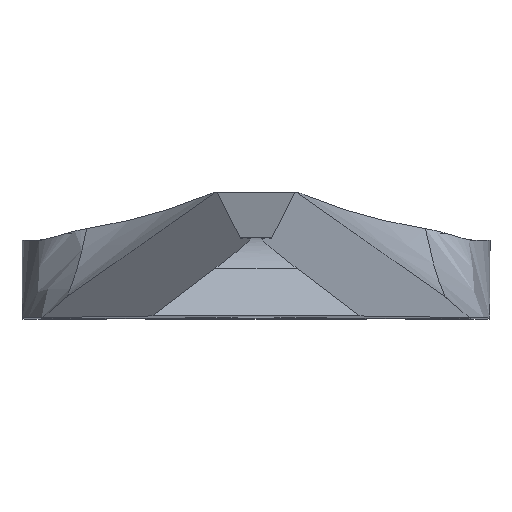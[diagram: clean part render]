
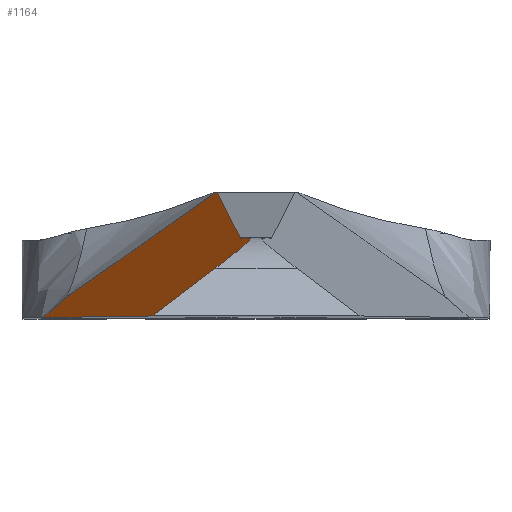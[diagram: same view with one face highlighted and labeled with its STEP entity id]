
A CAD part, top view. The second image highlights one B-rep face of the part: STEP entity #1164.
In plain terms, the highlighted planar face has unit normal (-0.57, 0.819, 0.066).
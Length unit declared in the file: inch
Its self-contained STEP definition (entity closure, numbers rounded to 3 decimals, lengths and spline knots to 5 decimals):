
#51 = CARTESIAN_POINT ( 'NONE',  ( -0.46578, 0.04059, 0.11631 ) ) ;
#132 = CARTESIAN_POINT ( 'NONE',  ( -0.0062, 0.1875, 2.27614 ) ) ;
#147 =( BOUNDED_CURVE ( )  B_SPLINE_CURVE ( 3, ( #2055, #273, #2399, #627 ),
 .UNSPECIFIED., .F., .T. ) 
 B_SPLINE_CURVE_WITH_KNOTS ( ( 4, 4 ),
 ( 0.0199, 0.07983 ),
 .UNSPECIFIED. ) 
 CURVE ( )  GEOMETRIC_REPRESENTATION_ITEM ( )  RATIONAL_B_SPLINE_CURVE ( ( 1., 1., 1., 1. ) ) 
 REPRESENTATION_ITEM ( '' )  );
#151 = DIRECTION ( 'NONE',  ( 0.029, -0.06, 0.998 ) ) ;
#166 = ORIENTED_EDGE ( 'NONE', *, *, #699, .T. ) ;
#191 = VERTEX_POINT ( 'NONE', #1621 ) ;
#192 = CARTESIAN_POINT ( 'NONE',  ( -0.03738, 0.1875, 2.005 ) ) ;
#228 =( BOUNDED_CURVE ( )  B_SPLINE_CURVE ( 3, ( #801, #192, #2174, #1001 ),
 .UNSPECIFIED., .F., .F. ) 
 B_SPLINE_CURVE_WITH_KNOTS ( ( 4, 4 ),
 ( 6.20336, 6.26329 ),
 .UNSPECIFIED. ) 
 CURVE ( )  GEOMETRIC_REPRESENTATION_ITEM ( )  RATIONAL_B_SPLINE_CURVE ( ( 1., 1., 1., 1. ) ) 
 REPRESENTATION_ITEM ( '' )  );
#270 = VERTEX_POINT ( 'NONE', #904 ) ;
#273 = CARTESIAN_POINT ( 'NONE',  ( -0.09179, 0.29985, 0.12749 ) ) ;
#283 = B_SPLINE_CURVE_WITH_KNOTS ( 'NONE', 3,
 ( #495, #51, #1447, #1052, #2230, #1866 ),
 .UNSPECIFIED., .F., .F.,
 ( 4, 2, 4 ),
 ( -0.00002, 0.0018, 0.00362 ),
 .UNSPECIFIED. ) ;
#338 = LINE ( 'NONE', #1887, #830 ) ;
#371 = CARTESIAN_POINT ( 'NONE',  ( -0.53048, 0., 0.06101 ) ) ;
#406 = EDGE_CURVE ( 'NONE', #634, #771, #1499, .T. ) ;
#441 = CARTESIAN_POINT ( 'NONE',  ( -0.09886, 0.11428, 2.38572 ) ) ;
#460 = DIRECTION ( 'NONE',  ( 0.114, 0., 0.993 ) ) ;
#485 = EDGE_CURVE ( 'NONE', #785, #270, #2479, .T. ) ;
#495 = CARTESIAN_POINT ( 'NONE',  ( -0.45496, 0.04966, 0.09698 ) ) ;
#553 = CARTESIAN_POINT ( 'NONE',  ( -0.25, 0., 2.5 ) ) ;
#559 = PLANE ( 'NONE',  #1679 ) ;
#591 = LINE ( 'NONE', #371, #816 ) ;
#595 = VECTOR ( 'NONE', #2436, 39.37008 ) ;
#602 = VECTOR ( 'NONE', #2328, 39.37008 ) ;
#612 = ORIENTED_EDGE ( 'NONE', *, *, #2530, .T. ) ;
#627 = CARTESIAN_POINT ( 'NONE',  ( -0.09272, 0.3, 0.11751 ) ) ;
#634 = VERTEX_POINT ( 'NONE', #787 ) ;
#647 = DIRECTION ( 'NONE',  ( 0.114, 0., 0.993 ) ) ;
#656 = EDGE_CURVE ( 'NONE', #1372, #1448, #591, .T. ) ;
#660 = CARTESIAN_POINT ( 'NONE',  ( -0.03623, 0.1875, 2.01499 ) ) ;
#668 = ORIENTED_EDGE ( 'NONE', *, *, #485, .F. ) ;
#681 =( BOUNDED_CURVE ( )  B_SPLINE_CURVE ( 3, ( #2069, #1719, #132, #2507 ),
 .UNSPECIFIED., .F., .T. ) 
 B_SPLINE_CURVE_WITH_KNOTS ( ( 4, 4 ),
 ( 5.57761, 6.36301 ),
 .UNSPECIFIED. ) 
 CURVE ( )  GEOMETRIC_REPRESENTATION_ITEM ( )  RATIONAL_B_SPLINE_CURVE ( ( 1., 0.949, 0.949, 1. ) ) 
 REPRESENTATION_ITEM ( '' )  );
#699 = EDGE_CURVE ( 'NONE', #785, #191, #228, .T. ) ;
#771 = VERTEX_POINT ( 'NONE', #1063 ) ;
#775 = CARTESIAN_POINT ( 'NONE',  ( -0.26446, 0.1875, 0.03041 ) ) ;
#785 = VERTEX_POINT ( 'NONE', #660 ) ;
#787 = CARTESIAN_POINT ( 'NONE',  ( -0.09978, 0.3, 0.05614 ) ) ;
#795 = FACE_OUTER_BOUND ( 'NONE', #2213, .T. ) ;
#801 = CARTESIAN_POINT ( 'NONE',  ( -0.03623, 0.1875, 2.01499 ) ) ;
#812 = EDGE_CURVE ( 'NONE', #771, #1372, #283, .T. ) ;
#816 = VECTOR ( 'NONE', #647, 39.37008 ) ;
#830 = VECTOR ( 'NONE', #151, 39.37008 ) ;
#847 = CARTESIAN_POINT ( 'NONE',  ( -0.09978, 0.3, 0.05614 ) ) ;
#848 = CARTESIAN_POINT ( 'NONE',  ( -0.51232, 0., 0.21896 ) ) ;
#904 = CARTESIAN_POINT ( 'NONE',  ( -0.01393, 0.1875, 2.20895 ) ) ;
#1000 = ORIENTED_EDGE ( 'NONE', *, *, #656, .T. ) ;
#1001 = CARTESIAN_POINT ( 'NONE',  ( -0.03839, 0.1884, 1.98504 ) ) ;
#1027 = CARTESIAN_POINT ( 'NONE',  ( -0.09164, 0.29955, 0.13248 ) ) ;
#1052 = CARTESIAN_POINT ( 'NONE',  ( -0.49549, 0.0151, 0.17663 ) ) ;
#1063 = CARTESIAN_POINT ( 'NONE',  ( -0.45496, 0.04966, 0.09698 ) ) ;
#1064 = LINE ( 'NONE', #2433, #1171 ) ;
#1080 = ORIENTED_EDGE ( 'NONE', *, *, #2482, .T. ) ;
#1164 = ADVANCED_FACE ( 'NONE', ( #795 ), #559, .T. ) ;
#1171 = VECTOR ( 'NONE', #460, 39.37008 ) ;
#1363 = EDGE_CURVE ( 'NONE', #2128, #1448, #2002, .T. ) ;
#1372 = VERTEX_POINT ( 'NONE', #848 ) ;
#1447 = CARTESIAN_POINT ( 'NONE',  ( -0.47621, 0.03175, 0.13608 ) ) ;
#1448 = VERTEX_POINT ( 'NONE', #553 ) ;
#1451 = CARTESIAN_POINT ( 'NONE',  ( 0.8012, 0.79482, 1.70518 ) ) ;
#1499 = LINE ( 'NONE', #847, #2219 ) ;
#1596 = CARTESIAN_POINT ( 'NONE',  ( -0.09272, 0.3, 0.11751 ) ) ;
#1621 = CARTESIAN_POINT ( 'NONE',  ( -0.03839, 0.1884, 1.98504 ) ) ;
#1652 = VERTEX_POINT ( 'NONE', #1027 ) ;
#1679 = AXIS2_PLACEMENT_3D ( 'NONE', #1964, #1783, #1757 ) ;
#1684 = ORIENTED_EDGE ( 'NONE', *, *, #1833, .F. ) ;
#1719 = CARTESIAN_POINT ( 'NONE',  ( -0.03603, 0.16179, 2.33821 ) ) ;
#1757 = DIRECTION ( 'NONE',  ( -0.114, 0., -0.993 ) ) ;
#1759 = ORIENTED_EDGE ( 'NONE', *, *, #1363, .F. ) ;
#1783 = DIRECTION ( 'NONE',  ( -0.57, 0.819, 0.066 ) ) ;
#1833 = EDGE_CURVE ( 'NONE', #634, #1998, #1064, .T. ) ;
#1866 = CARTESIAN_POINT ( 'NONE',  ( -0.51232, 0., 0.21896 ) ) ;
#1887 = CARTESIAN_POINT ( 'NONE',  ( -0.0951, 0.30677, 0.01218 ) ) ;
#1931 = ORIENTED_EDGE ( 'NONE', *, *, #406, .T. ) ;
#1964 = CARTESIAN_POINT ( 'NONE',  ( -0.10485, 0.3, 0.01206 ) ) ;
#1998 = VERTEX_POINT ( 'NONE', #1596 ) ;
#2002 = LINE ( 'NONE', #1451, #595 ) ;
#2055 = CARTESIAN_POINT ( 'NONE',  ( -0.09164, 0.29955, 0.13248 ) ) ;
#2069 = CARTESIAN_POINT ( 'NONE',  ( -0.09886, 0.11428, 2.38572 ) ) ;
#2093 = DIRECTION ( 'NONE',  ( -0.814, -0.574, 0.094 ) ) ;
#2128 = VERTEX_POINT ( 'NONE', #441 ) ;
#2174 = CARTESIAN_POINT ( 'NONE',  ( -0.0381, 0.1878, 1.99501 ) ) ;
#2213 = EDGE_LOOP ( 'NONE', ( #1931, #2245, #1000, #1759, #612, #668, #166, #2416, #1080, #1684 ) ) ;
#2219 = VECTOR ( 'NONE', #2093, 39.37008 ) ;
#2230 = CARTESIAN_POINT ( 'NONE',  ( -0.50436, 0.00726, 0.19746 ) ) ;
#2245 = ORIENTED_EDGE ( 'NONE', *, *, #812, .T. ) ;
#2268 = EDGE_CURVE ( 'NONE', #1652, #191, #338, .T. ) ;
#2328 = DIRECTION ( 'NONE',  ( 0.114, 0., 0.993 ) ) ;
#2399 = CARTESIAN_POINT ( 'NONE',  ( -0.09214, 0.3, 0.1225 ) ) ;
#2416 = ORIENTED_EDGE ( 'NONE', *, *, #2268, .F. ) ;
#2433 = CARTESIAN_POINT ( 'NONE',  ( -0.09749, 0.3, 0.07605 ) ) ;
#2436 = DIRECTION ( 'NONE',  ( -0.683, -0.516, 0.516 ) ) ;
#2479 = LINE ( 'NONE', #775, #602 ) ;
#2482 = EDGE_CURVE ( 'NONE', #1652, #1998, #147, .T. ) ;
#2507 = CARTESIAN_POINT ( 'NONE',  ( -0.01393, 0.1875, 2.20895 ) ) ;
#2530 = EDGE_CURVE ( 'NONE', #2128, #270, #681, .T. ) ;
